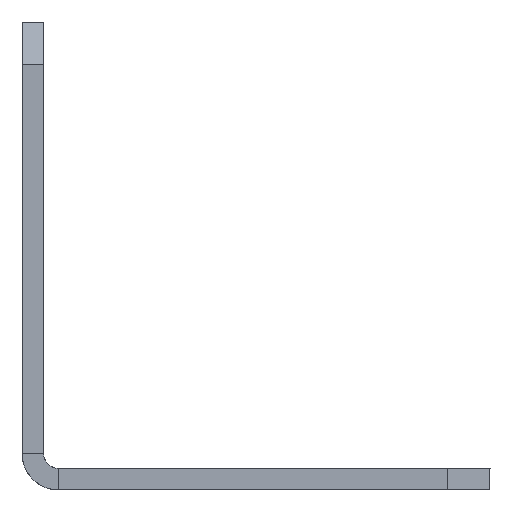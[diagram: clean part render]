
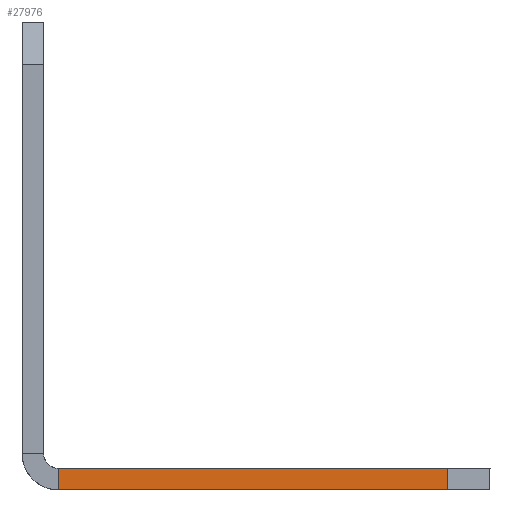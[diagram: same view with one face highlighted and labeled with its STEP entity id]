
A CAD part, left-side view. The second image highlights one B-rep face of the part: STEP entity #27976.
In plain terms, the highlighted planar face has unit normal (-1, 0, 0).
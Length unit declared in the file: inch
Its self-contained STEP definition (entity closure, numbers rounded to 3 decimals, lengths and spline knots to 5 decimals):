
#4802=PLANE('',#29869);
#5474=FACE_OUTER_BOUND('',#6888,.T.);
#6888=EDGE_LOOP('',(#21173,#21174,#21175,#21176));
#8277=LINE('',#41418,#10849);
#8919=LINE('',#44012,#11491);
#9017=LINE('',#44247,#11589);
#9018=LINE('',#44248,#11590);
#10849=VECTOR('',#32421,0.832);
#11491=VECTOR('',#34251,0.046);
#11589=VECTOR('',#34467,0.832);
#11590=VECTOR('',#34468,0.046);
#13456=VERTEX_POINT('',#41415);
#13457=VERTEX_POINT('',#41417);
#14688=VERTEX_POINT('',#44009);
#14766=VERTEX_POINT('',#44246);
#15977=EDGE_CURVE('',#13456,#13457,#8277,.T.);
#17215=EDGE_CURVE('',#14688,#13457,#8919,.T.);
#17332=EDGE_CURVE('',#14766,#14688,#9017,.T.);
#17333=EDGE_CURVE('',#13456,#14766,#9018,.T.);
#21173=ORIENTED_EDGE('',*,*,#17332,.T.);
#21174=ORIENTED_EDGE('',*,*,#17215,.T.);
#21175=ORIENTED_EDGE('',*,*,#15977,.F.);
#21176=ORIENTED_EDGE('',*,*,#17333,.T.);
#27976=ADVANCED_FACE('',(#5474),#4802,.T.);
#29869=AXIS2_PLACEMENT_3D('',#44245,#34465,#34466);
#32421=DIRECTION('',(0.,-1.,0.));
#34251=DIRECTION('',(0.,0.,1.));
#34465=DIRECTION('center_axis',(-1.,0.,0.));
#34466=DIRECTION('ref_axis',(0.,0.,1.));
#34467=DIRECTION('',(0.,-1.,0.));
#34468=DIRECTION('',(0.,0.,-1.));
#41415=CARTESIAN_POINT('',(-10.30249,-0.032,-2.79968));
#41417=CARTESIAN_POINT('',(-10.30249,-0.864,-2.79968));
#41418=CARTESIAN_POINT('',(-10.30249,-0.032,-2.79968));
#44009=CARTESIAN_POINT('',(-10.30249,-0.864,-2.84568));
#44012=CARTESIAN_POINT('',(-10.30249,-0.864,-2.84568));
#44245=CARTESIAN_POINT('Origin',(-10.30249,-0.954,-2.84568));
#44246=CARTESIAN_POINT('',(-10.30249,-0.032,-2.84568));
#44247=CARTESIAN_POINT('',(-10.30249,-0.032,-2.84568));
#44248=CARTESIAN_POINT('',(-10.30249,-0.032,-2.79968));
